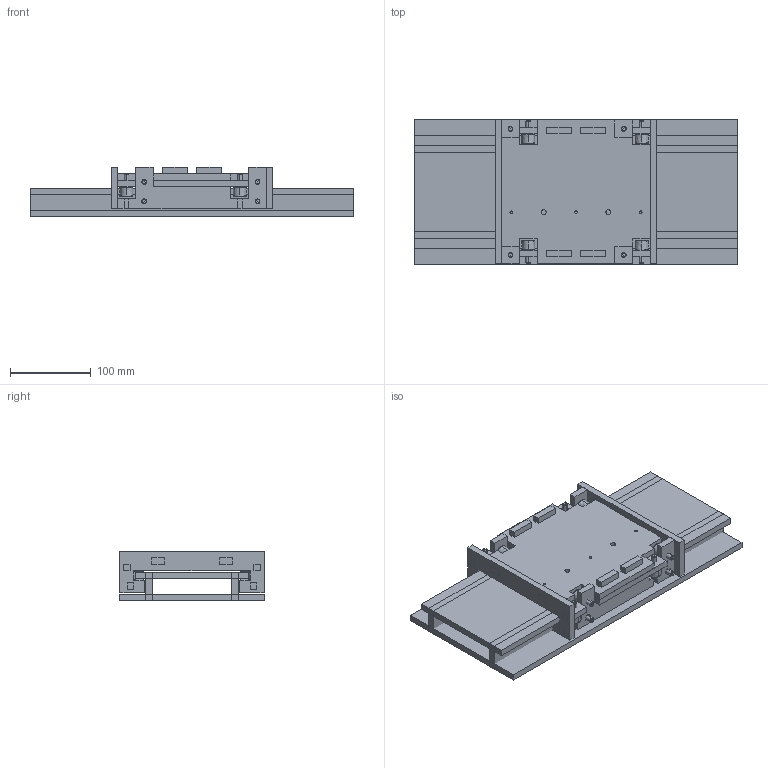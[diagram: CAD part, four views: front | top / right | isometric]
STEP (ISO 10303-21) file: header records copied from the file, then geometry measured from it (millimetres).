
FILE_DESCRIPTION(/* description */ (''),/* implementation_level */ '2;1');
FILE_NAME(/* name */ 'HEDY-T~1',/* time_stamp */ '2018-09-15T00:04:06+02:00',/* author */ (''),/* organization */ (''),/* preprocessor_version */ 'ST-DEVELOPER v15',/* originating_system */ '',/* authorisation */ '');
FILE_SCHEMA (('AUTOMOTIVE_DESIGN'));
Length unit declared in the file: millimetre
Products named in the file (1): Document
Bounding box: 400 x 180 x 61 mm (x, y, z)
Volume: 1736693.6 mm3; surface area: 525051.2 mm2
Topology: 24 solids, 24 shells, 522 faces, 1303 edges, 782 vertices
Faces by surface type: plane 294, bspline 228
Entity records: 16053 total; most frequent: CARTESIAN_POINT 7853, ORIENTED_EDGE 2508, EDGE_CURVE 1254, B_SPLINE_CURVE_WITH_KNOTS 1009, VERTEX_POINT 780, EDGE_LOOP 574, ADVANCED_FACE 522, FACE_OUTER_BOUND 522
